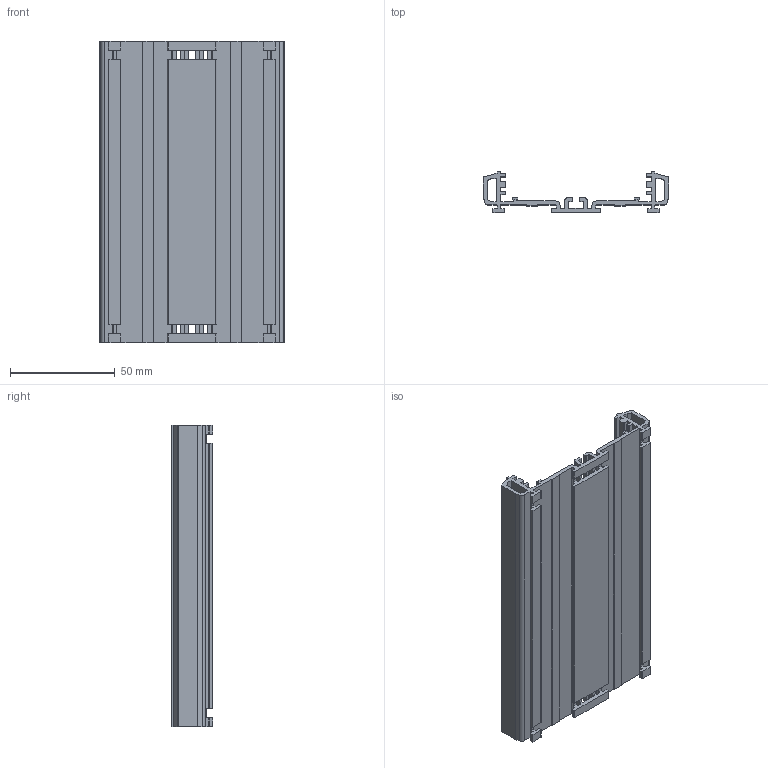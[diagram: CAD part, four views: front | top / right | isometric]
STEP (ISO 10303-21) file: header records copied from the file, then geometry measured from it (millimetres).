
FILE_DESCRIPTION((''),'2;1');
FILE_NAME('67207160_CRP 72-160.stp','2012-02-02T09:45:43',('hransiek'),(''),'Autodesk Inventor 2012','Autodesk Inventor 2012','');
FILE_SCHEMA(('AUTOMOTIVE_DESIGN { 1 0 10303 214 1 1 1 1 }'));
Length unit declared in the file: millimetre
Products named in the file (1): 1010210_3Dsym
Bounding box: 88.5 x 19.8 x 144 mm (x, y, z)
Volume: 54780.7 mm3; surface area: 59464.7 mm2
Topology: 1 solids, 1 shells, 287 faces, 891 edges, 594 vertices
Faces by surface type: plane 178, cylinder 109
Entity records: 10257 total; most frequent: ORIENTED_EDGE 1782, CARTESIAN_POINT 1773, DIRECTION 1685, EDGE_CURVE 891, VECTOR 673, LINE 673, VERTEX_POINT 594, AXIS2_PLACEMENT_3D 506
